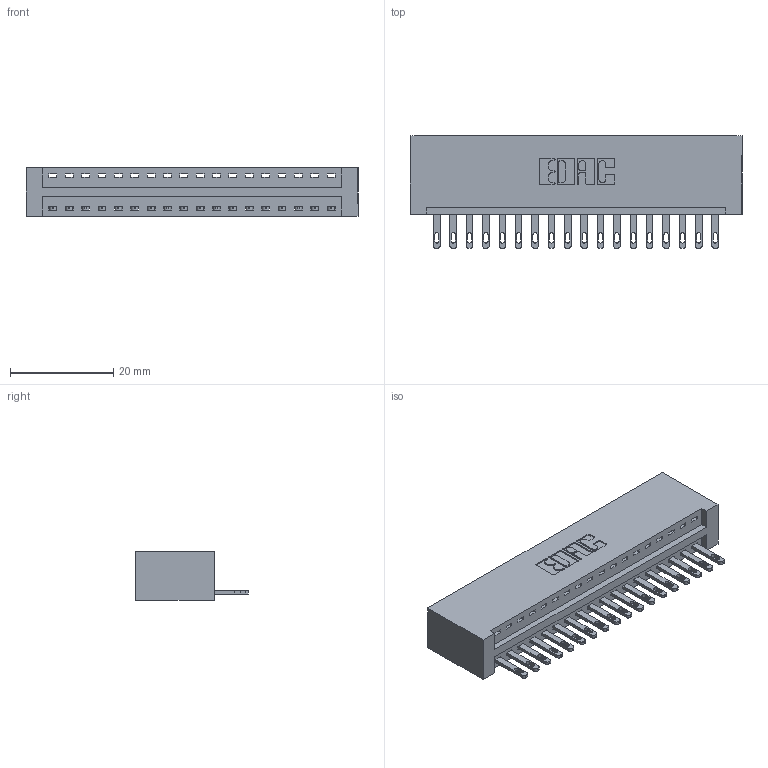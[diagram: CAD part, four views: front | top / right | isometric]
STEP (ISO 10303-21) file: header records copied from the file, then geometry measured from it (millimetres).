
FILE_DESCRIPTION (( 'STEP AP203' ), '1' );
FILE_NAME ('346-018-500-101.STEP', '2018-08-20T06:42:33', ( '' ), ( '' ), 'SwSTEP 2.0', 'SolidWorks 2016', '' );
FILE_SCHEMA (( 'CONFIG_CONTROL_DESIGN' ));
Length unit declared in the file: inch
Products named in the file (3): 346 Part_No Mounting Lugs; 345-292-001_345-293-100; 346-018-500-101
Assembly tree (19 placements, depth 2):
  346-018-500-101
    346 Part_No Mounting Lugs
    345-292-001_345-293-100  x18
Bounding box: 64.39 x 21.84 x 9.4 mm (x, y, z)
Volume: 6558.6 mm3; surface area: 8055.5 mm2
Topology: 19 solids, 19 shells, 1086 faces, 3329 edges, 2218 vertices
Faces by surface type: plane 684, cylinder 402
Entity records: 14055 total; most frequent: CARTESIAN_POINT 2422, ORIENTED_EDGE 2374, DIRECTION 2163, EDGE_CURVE 1187, LINE 987, VECTOR 987, VERTEX_POINT 790, AXIS2_PLACEMENT_3D 588
